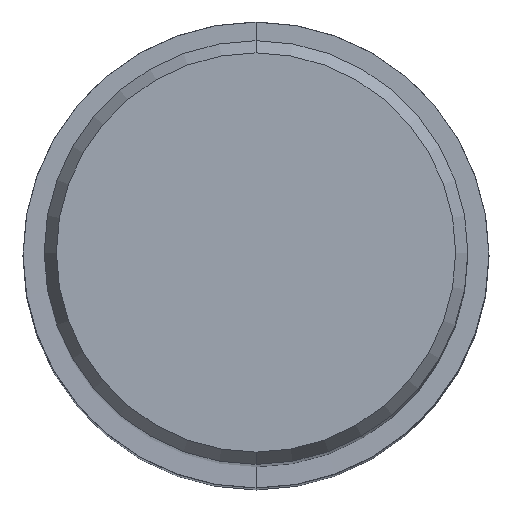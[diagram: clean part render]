
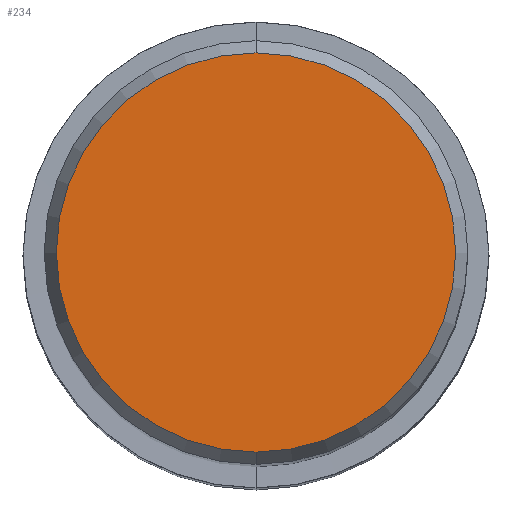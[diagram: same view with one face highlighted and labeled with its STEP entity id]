
A CAD part, top view. The second image highlights one B-rep face of the part: STEP entity #234.
In plain terms, the highlighted planar face has unit normal (0, 0, 1).
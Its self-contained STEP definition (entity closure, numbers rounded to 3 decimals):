
#196=VERTEX_POINT('',#384);
#220=EDGE_CURVE('',#222,#196,#410,.T.);
#222=VERTEX_POINT('',#412);
#234=ADVANCED_FACE('',(#426),#427,.T.);
#238=EDGE_CURVE('',#196,#222,#431,.T.);
#384=CARTESIAN_POINT('',(0.0,7.479,0.01));
#410=CIRCLE('',#634,7.479);
#412=CARTESIAN_POINT('',(0.,-7.479,0.01));
#426=FACE_OUTER_BOUND('',#654,.T.);
#427=PLANE('',#655);
#431=CIRCLE('',#660,7.479);
#634=AXIS2_PLACEMENT_3D('',#861,#862,#863);
#654=EDGE_LOOP('',(#883,#884));
#655=AXIS2_PLACEMENT_3D('',#885,#886,#887);
#660=AXIS2_PLACEMENT_3D('',#888,#889,#890);
#861=CARTESIAN_POINT('',(0.0,0.0,0.01));
#862=DIRECTION('',(0.0,0.0,-1.0));
#863=DIRECTION('',(0.0,1.0,0.0));
#883=ORIENTED_EDGE('',*,*,#238,.F.);
#884=ORIENTED_EDGE('',*,*,#220,.F.);
#885=CARTESIAN_POINT('',(0.0,3.74,0.01));
#886=DIRECTION('',(-0.0,0.0,1.0));
#887=DIRECTION('',(0.0,-1.0,0.0));
#888=CARTESIAN_POINT('',(0.0,0.0,0.01));
#889=DIRECTION('',(0.0,0.0,-1.0));
#890=DIRECTION('',(0.0,1.0,0.0));
